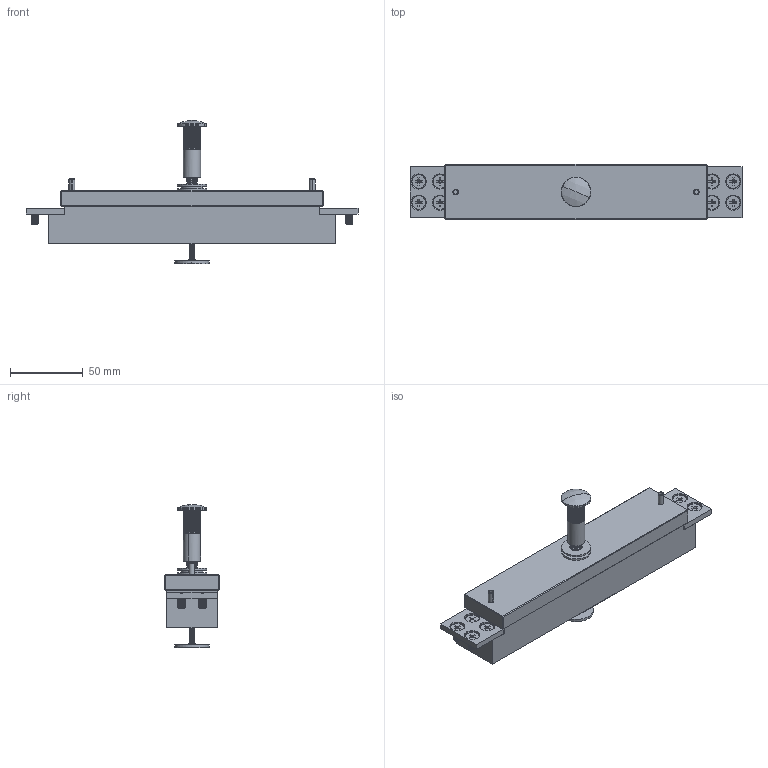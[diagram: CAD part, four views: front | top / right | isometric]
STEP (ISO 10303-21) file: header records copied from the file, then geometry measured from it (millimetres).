
FILE_DESCRIPTION (( 'STEP AP214' ), '1' );
FILE_NAME ('V30035C.step', '2021-07-29T14:23:44', ( '' ), ( '' ), 'SwSTEP 2.0', 'SolidWorks 2020', '' );
FILE_SCHEMA (( 'AUTOMOTIVE_DESIGN' ));
Length unit declared in the file: millimetre
Products named in the file (22): ISO 7046-1 - M5 x 10-1; FP0099-WASHER M8-1; ISO 7046-1 - M5 x 20 - Z --- 20S-3; FP0099-WASHER M8-2; ISO 7046-1 - M8 x 20 - Z --- 20S-1; V30035C; ISO 7046-1 - M5 x 10-2; MP0389-ARMATURE PLATE ASSEMBLY-1; ISO 7046-1 - M5 x 20 - Z --- 20S-4; MP0385-FIXING PLATE-1; FP0100-JOINT M8-1; FP0108-JACK WASHER-1; FP0097-SCREW LOW PROFILE HEAD M8 x35-1; FP0098-MUSHROOM NUT-1; ISO 7046-1 - M5 x 10 - Z --- 10S-2; ISO 7046-1 - M5 x 20 - Z --- 20S-2; ISO 4026 - M4 x 25-S-1; Group1; MP0385-FIXING PLATE-2; ISO 7046-1 - M5 x 20 - Z --- 20S-1; ISO 4026 - M4 x 40-S-1; ISO 7046-1 - M5 x 10 - Z --- 10S-1
Assembly tree (21 placements, depth 2):
  V30035C
    Group1
    ISO 7046-1 - M8 x 20 - Z --- 20S-1
    FP0100-JOINT M8-1
    ISO 7046-1 - M5 x 10 - Z --- 10S-1
    FP0097-SCREW LOW PROFILE HEAD M8 x35-1
    MP0389-ARMATURE PLATE ASSEMBLY-1
    FP0099-WASHER M8-2
    FP0099-WASHER M8-1
    FP0098-MUSHROOM NUT-1
    ISO 7046-1 - M5 x 20 - Z --- 20S-1
    ISO 7046-1 - M5 x 20 - Z --- 20S-2
    ISO 7046-1 - M5 x 10-1
    ISO 7046-1 - M5 x 10-2
    ISO 7046-1 - M5 x 20 - Z --- 20S-4
    MP0385-FIXING PLATE-1
    MP0385-FIXING PLATE-2
    ISO 4026 - M4 x 25-S-1
    ISO 4026 - M4 x 40-S-1
    FP0108-JACK WASHER-1
    ISO 7046-1 - M5 x 10 - Z --- 10S-2
    ISO 7046-1 - M5 x 20 - Z --- 20S-3
Bounding box: 228 x 38 x 98.26 mm (x, y, z)
Volume: 260201.3 mm3; surface area: 64092.3 mm2
Topology: 21 solids, 21 shells, 2155 faces, 5536 edges, 3437 vertices
Faces by surface type: cone 1124, cylinder 628, plane 341, torus 58, bspline 2, sphere 2
Entity records: 69565 total; most frequent: CARTESIAN_POINT 13548, DIRECTION 12776, ORIENTED_EDGE 11032, EDGE_CURVE 5516, AXIS2_PLACEMENT_3D 5225, VERTEX_POINT 3437, CIRCLE 3048, VECTOR 2326
